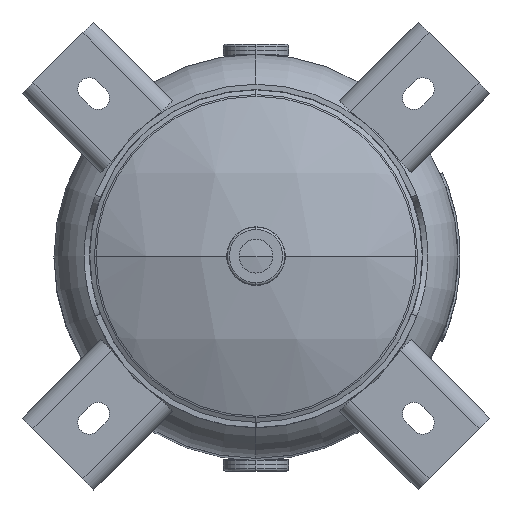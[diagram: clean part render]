
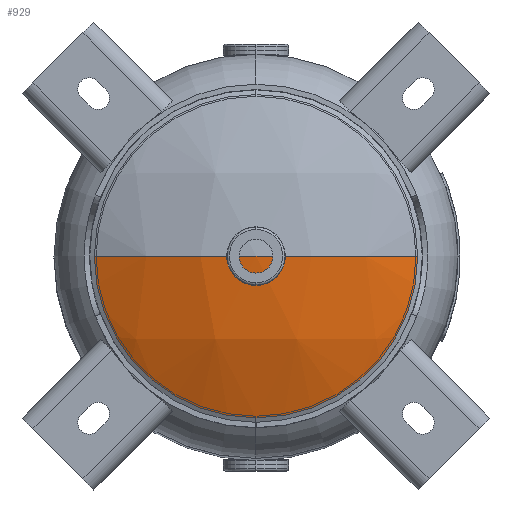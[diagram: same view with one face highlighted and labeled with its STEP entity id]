
A CAD part, top view. The second image highlights one B-rep face of the part: STEP entity #929.
In plain terms, the highlighted spherical face has radius 228.6 mm.
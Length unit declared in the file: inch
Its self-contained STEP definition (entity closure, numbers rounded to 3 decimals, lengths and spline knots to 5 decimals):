
#226 = EDGE_CURVE ( 'NONE', #2644, #6969, #7691, .T. ) ;
#601 = CIRCLE ( 'NONE', #6446, 9. ) ;
#646 = VERTEX_POINT ( 'NONE', #5616 ) ;
#929 = ADVANCED_FACE ( 'NONE', ( #4419 ), #2498, .T. ) ;
#1047 = CARTESIAN_POINT ( 'NONE',  ( 0., -5.99382, 0. ) ) ;
#1228 = CARTESIAN_POINT ( 'NONE',  ( 0., 3.00618, 0. ) ) ;
#1268 = CARTESIAN_POINT ( 'NONE',  ( 0., -5.99382, 0. ) ) ;
#1376 = DIRECTION ( 'NONE',  ( 0., 0., -1. ) ) ;
#1903 = ORIENTED_EDGE ( 'NONE', *, *, #226, .T. ) ;
#1921 = CIRCLE ( 'NONE', #4385, 4. ) ;
#2143 = DIRECTION ( 'NONE',  ( 0., 0., -1. ) ) ;
#2187 = CARTESIAN_POINT ( 'NONE',  ( 0., 2.06844, 0. ) ) ;
#2498 = SPHERICAL_SURFACE ( 'NONE', #5651, 9. ) ;
#2644 = VERTEX_POINT ( 'NONE', #1228 ) ;
#3011 = AXIS2_PLACEMENT_3D ( 'NONE', #1268, #8209, #4218 ) ;
#3148 = CIRCLE ( 'NONE', #8978, 4. ) ;
#3637 = CARTESIAN_POINT ( 'NONE',  ( 4., 2.06844, 0. ) ) ;
#4218 = DIRECTION ( 'NONE',  ( 1., 0., 0. ) ) ;
#4377 = ORIENTED_EDGE ( 'NONE', *, *, #6919, .F. ) ;
#4385 = AXIS2_PLACEMENT_3D ( 'NONE', #4847, #7631, #1376 ) ;
#4419 = FACE_OUTER_BOUND ( 'NONE', #7278, .T. ) ;
#4847 = CARTESIAN_POINT ( 'NONE',  ( 0., 2.06844, 0. ) ) ;
#4938 = CARTESIAN_POINT ( 'NONE',  ( 0., -5.99382, 0. ) ) ;
#5068 = EDGE_CURVE ( 'NONE', #7738, #646, #1921, .T. ) ;
#5616 = CARTESIAN_POINT ( 'NONE',  ( 0., 2.06844, 4. ) ) ;
#5638 = EDGE_CURVE ( 'NONE', #2644, #7738, #601, .T. ) ;
#5651 = AXIS2_PLACEMENT_3D ( 'NONE', #1047, #7395, #7939 ) ;
#6446 = AXIS2_PLACEMENT_3D ( 'NONE', #4938, #2143, #7806 ) ;
#6919 = EDGE_CURVE ( 'NONE', #646, #6969, #3148, .T. ) ;
#6969 = VERTEX_POINT ( 'NONE', #7772 ) ;
#7278 = EDGE_LOOP ( 'NONE', ( #9041, #1903, #4377, #8010 ) ) ;
#7395 = DIRECTION ( 'NONE',  ( 0., 0., 1. ) ) ;
#7631 = DIRECTION ( 'NONE',  ( 0., -1., 0. ) ) ;
#7691 = CIRCLE ( 'NONE', #3011, 9. ) ;
#7726 = DIRECTION ( 'NONE',  ( 0., -1., 0. ) ) ;
#7738 = VERTEX_POINT ( 'NONE', #3637 ) ;
#7772 = CARTESIAN_POINT ( 'NONE',  ( -4., 2.06844, 0. ) ) ;
#7806 = DIRECTION ( 'NONE',  ( -1., 0., 0. ) ) ;
#7939 = DIRECTION ( 'NONE',  ( 1., 0., 0. ) ) ;
#8010 = ORIENTED_EDGE ( 'NONE', *, *, #5068, .F. ) ;
#8209 = DIRECTION ( 'NONE',  ( 0., 0., 1. ) ) ;
#8366 = DIRECTION ( 'NONE',  ( 0., 0., -1. ) ) ;
#8978 = AXIS2_PLACEMENT_3D ( 'NONE', #2187, #7726, #8366 ) ;
#9041 = ORIENTED_EDGE ( 'NONE', *, *, #5638, .F. ) ;
